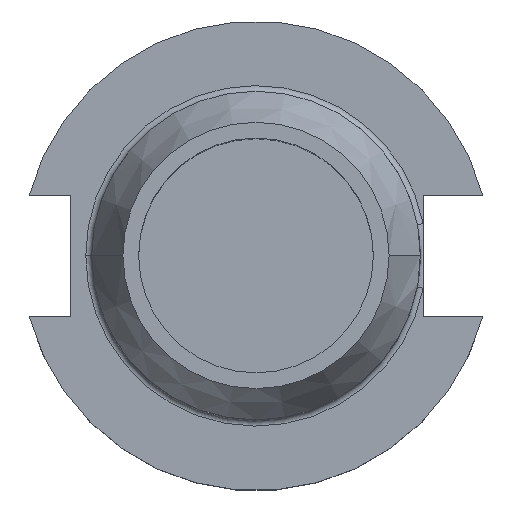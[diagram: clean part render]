
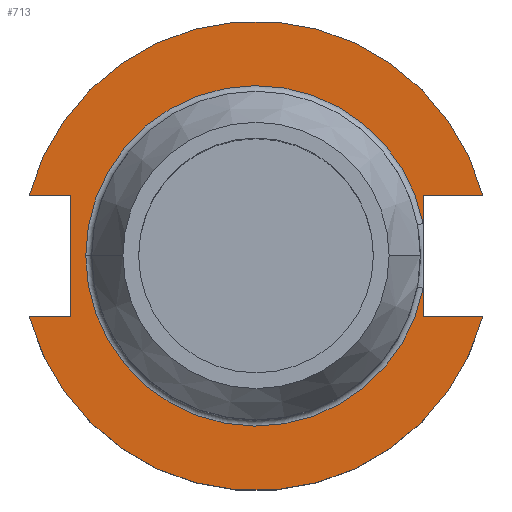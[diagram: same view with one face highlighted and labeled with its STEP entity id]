
A CAD part, top view. The second image highlights one B-rep face of the part: STEP entity #713.
In plain terms, the highlighted planar face has unit normal (0, 0, 1).
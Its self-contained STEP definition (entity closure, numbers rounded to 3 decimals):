
#12 = VERTEX_POINT ( 'NONE', #988 ) ;
#48 = CIRCLE ( 'NONE', #130, 31.75 ) ;
#61 = AXIS2_PLACEMENT_3D ( 'NONE', #1245, #499, #885 ) ;
#70 = VERTEX_POINT ( 'NONE', #1013 ) ;
#86 = VECTOR ( 'NONE', #725, 1000. ) ;
#98 = CARTESIAN_POINT ( 'NONE',  ( 0., -8.191, 19.05 ) ) ;
#108 = VERTEX_POINT ( 'NONE', #953 ) ;
#118 = DIRECTION ( 'NONE',  ( 1., 0., 0. ) ) ;
#129 = CARTESIAN_POINT ( 'NONE',  ( 0., 8.191, 19.05 ) ) ;
#130 = AXIS2_PLACEMENT_3D ( 'NONE', #477, #1455, #1226 ) ;
#188 = CARTESIAN_POINT ( 'NONE',  ( 22.606, 8.191, 19.05 ) ) ;
#199 = CARTESIAN_POINT ( 'NONE',  ( 0., 22.225, 19.05 ) ) ;
#202 = VECTOR ( 'NONE', #118, 1000. ) ;
#221 = DIRECTION ( 'NONE',  ( 1., 0., 0. ) ) ;
#242 = VECTOR ( 'NONE', #221, 1000. ) ;
#332 = CARTESIAN_POINT ( 'NONE',  ( 22.606, -8.191, 19.05 ) ) ;
#333 = EDGE_CURVE ( 'NONE', #724, #411, #947, .T. ) ;
#359 = DIRECTION ( 'NONE',  ( -1., 0., 0. ) ) ;
#383 = EDGE_CURVE ( 'NONE', #673, #986, #1029, .T. ) ;
#411 = VERTEX_POINT ( 'NONE', #1364 ) ;
#422 = EDGE_CURVE ( 'NONE', #986, #671, #1124, .T. ) ;
#458 = EDGE_CURVE ( 'NONE', #1373, #70, #1605, .T. ) ;
#477 = CARTESIAN_POINT ( 'NONE',  ( 0., 0., 19.05 ) ) ;
#496 = AXIS2_PLACEMENT_3D ( 'NONE', #199, #1075, #1197 ) ;
#499 = DIRECTION ( 'NONE',  ( 0., 0., -1. ) ) ;
#503 = DIRECTION ( 'NONE',  ( 0., 0., -1. ) ) ;
#523 = ORIENTED_EDGE ( 'NONE', *, *, #383, .T. ) ;
#538 = ORIENTED_EDGE ( 'NONE', *, *, #1367, .T. ) ;
#547 = FACE_OUTER_BOUND ( 'NONE', #1015, .T. ) ;
#560 = LINE ( 'NONE', #775, #647 ) ;
#622 = AXIS2_PLACEMENT_3D ( 'NONE', #840, #1345, #1586 ) ;
#623 = EDGE_CURVE ( 'NONE', #108, #1596, #1026, .T. ) ;
#633 = VECTOR ( 'NONE', #1447, 1000. ) ;
#647 = VECTOR ( 'NONE', #664, 1000. ) ;
#664 = DIRECTION ( 'NONE',  ( 0., -1., 0. ) ) ;
#671 = VERTEX_POINT ( 'NONE', #698 ) ;
#673 = VERTEX_POINT ( 'NONE', #1551 ) ;
#677 = CARTESIAN_POINT ( 'NONE',  ( -23.025, 0., 19.05 ) ) ;
#694 = CARTESIAN_POINT ( 'NONE',  ( -61.091, -8.191, 19.05 ) ) ;
#698 = CARTESIAN_POINT ( 'NONE',  ( 22.606, 4.373, 19.05 ) ) ;
#713 = ADVANCED_FACE ( 'NONE', ( #547 ), #826, .F. ) ;
#724 = VERTEX_POINT ( 'NONE', #332 ) ;
#725 = DIRECTION ( 'NONE',  ( 0., 1., 0. ) ) ;
#767 = ORIENTED_EDGE ( 'NONE', *, *, #994, .T. ) ;
#770 = ORIENTED_EDGE ( 'NONE', *, *, #623, .F. ) ;
#774 = CARTESIAN_POINT ( 'NONE',  ( -25.091, -8.191, 19.05 ) ) ;
#775 = CARTESIAN_POINT ( 'NONE',  ( -25.091, 8.191, 19.05 ) ) ;
#799 = DIRECTION ( 'NONE',  ( 1., 0., 0. ) ) ;
#809 = EDGE_CURVE ( 'NONE', #12, #1268, #1139, .T. ) ;
#826 = PLANE ( 'NONE',  #496 ) ;
#830 = CARTESIAN_POINT ( 'NONE',  ( 22.606, 22.225, 19.05 ) ) ;
#840 = CARTESIAN_POINT ( 'NONE',  ( 0., 0., 19.05 ) ) ;
#850 = ORIENTED_EDGE ( 'NONE', *, *, #1229, .T. ) ;
#885 = DIRECTION ( 'NONE',  ( -1., 0., 0. ) ) ;
#916 = LINE ( 'NONE', #830, #633 ) ;
#947 = LINE ( 'NONE', #98, #242 ) ;
#953 = CARTESIAN_POINT ( 'NONE',  ( -30.675, -8.191, 19.05 ) ) ;
#982 = VECTOR ( 'NONE', #799, 1000. ) ;
#986 = VERTEX_POINT ( 'NONE', #677 ) ;
#988 = CARTESIAN_POINT ( 'NONE',  ( 30.675, 8.191, 19.05 ) ) ;
#989 = ORIENTED_EDGE ( 'NONE', *, *, #458, .T. ) ;
#994 = EDGE_CURVE ( 'NONE', #70, #1596, #560, .T. ) ;
#996 = DIRECTION ( 'NONE',  ( -1., 0., 0. ) ) ;
#1013 = CARTESIAN_POINT ( 'NONE',  ( -25.091, 8.191, 19.05 ) ) ;
#1015 = EDGE_LOOP ( 'NONE', ( #1113, #523, #1505, #850, #1545, #1239, #989, #767, #770, #538, #1149 ) ) ;
#1023 = AXIS2_PLACEMENT_3D ( 'NONE', #1115, #503, #996 ) ;
#1026 = LINE ( 'NONE', #694, #982 ) ;
#1029 = CIRCLE ( 'NONE', #1023, 23.025 ) ;
#1075 = DIRECTION ( 'NONE',  ( 0., 0., -1. ) ) ;
#1094 = CARTESIAN_POINT ( 'NONE',  ( 22.606, 22.225, 19.05 ) ) ;
#1113 = ORIENTED_EDGE ( 'NONE', *, *, #1327, .T. ) ;
#1115 = CARTESIAN_POINT ( 'NONE',  ( 0., 0., 19.05 ) ) ;
#1124 = CIRCLE ( 'NONE', #61, 23.025 ) ;
#1129 = CARTESIAN_POINT ( 'NONE',  ( -61.091, 8.191, 19.05 ) ) ;
#1139 = LINE ( 'NONE', #129, #1180 ) ;
#1149 = ORIENTED_EDGE ( 'NONE', *, *, #333, .F. ) ;
#1180 = VECTOR ( 'NONE', #359, 1000. ) ;
#1185 = LINE ( 'NONE', #1094, #86 ) ;
#1197 = DIRECTION ( 'NONE',  ( -1., 0., 0. ) ) ;
#1223 = CIRCLE ( 'NONE', #622, 31.75 ) ;
#1226 = DIRECTION ( 'NONE',  ( 1., 0., 0. ) ) ;
#1229 = EDGE_CURVE ( 'NONE', #671, #1268, #916, .T. ) ;
#1239 = ORIENTED_EDGE ( 'NONE', *, *, #1420, .T. ) ;
#1245 = CARTESIAN_POINT ( 'NONE',  ( 0., 0., 19.05 ) ) ;
#1268 = VERTEX_POINT ( 'NONE', #188 ) ;
#1327 = EDGE_CURVE ( 'NONE', #724, #673, #1185, .T. ) ;
#1345 = DIRECTION ( 'NONE',  ( 0., 0., 1. ) ) ;
#1364 = CARTESIAN_POINT ( 'NONE',  ( 30.675, -8.191, 19.05 ) ) ;
#1367 = EDGE_CURVE ( 'NONE', #108, #411, #48, .T. ) ;
#1373 = VERTEX_POINT ( 'NONE', #1593 ) ;
#1420 = EDGE_CURVE ( 'NONE', #12, #1373, #1223, .T. ) ;
#1447 = DIRECTION ( 'NONE',  ( 0., 1., 0. ) ) ;
#1455 = DIRECTION ( 'NONE',  ( 0., 0., 1. ) ) ;
#1505 = ORIENTED_EDGE ( 'NONE', *, *, #422, .T. ) ;
#1545 = ORIENTED_EDGE ( 'NONE', *, *, #809, .F. ) ;
#1551 = CARTESIAN_POINT ( 'NONE',  ( 22.606, -4.373, 19.05 ) ) ;
#1586 = DIRECTION ( 'NONE',  ( 1., 0., 0. ) ) ;
#1593 = CARTESIAN_POINT ( 'NONE',  ( -30.675, 8.191, 19.05 ) ) ;
#1596 = VERTEX_POINT ( 'NONE', #774 ) ;
#1605 = LINE ( 'NONE', #1129, #202 ) ;
